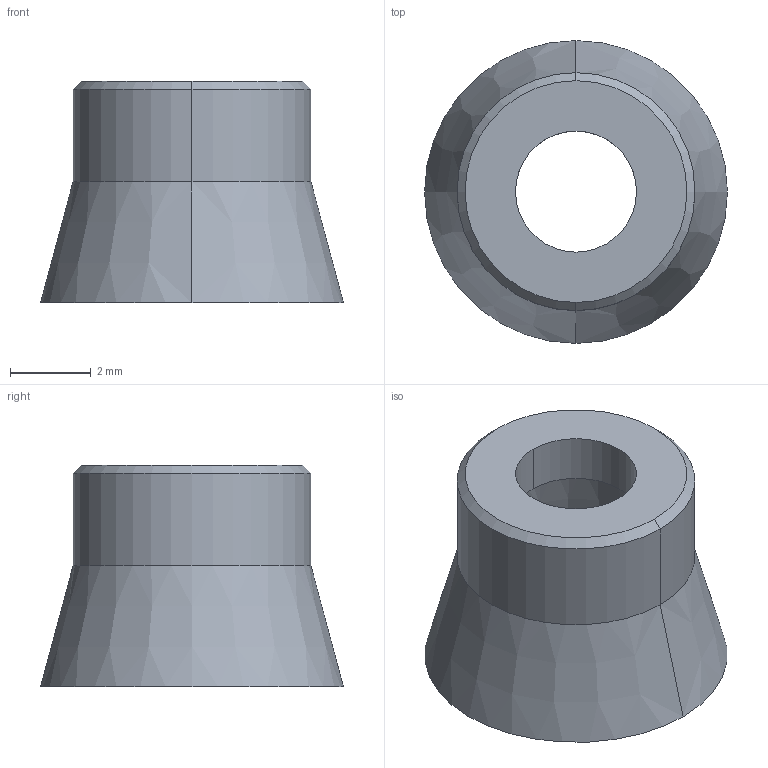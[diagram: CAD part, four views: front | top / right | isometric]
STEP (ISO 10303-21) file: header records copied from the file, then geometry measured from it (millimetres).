
FILE_DESCRIPTION(( 'MO.22.04-06.STEP' ), '1');
FILE_NAME( 'MO.22.04-06.STEP', '2018-10-03T11:03:01',( 'Sopra'),('sopra-pneumatic.com'), 'SwSTEP 2.0','SolidWorks 2009','' );
FILE_SCHEMA (( 'CONFIG_CONTROL_DESIGN' ));
Length unit declared in the file: millimetre
Products named in the file (2): MO.22.04-06; 97511 B
Assembly tree (1 placements, depth 2):
  MO.22.04-06
    97511 B
Bounding box: 7.51 x 7.51 x 5.5 mm (x, y, z)
Volume: 92.4 mm3; surface area: 232.3 mm2
Topology: 1 solids, 1 shells, 13 faces, 26 edges, 16 vertices
Faces by surface type: cone 6, cylinder 4, plane 3
Entity records: 544 total; most frequent: DIRECTION 76, CARTESIAN_POINT 59, ORIENTED_EDGE 52, AXIS2_PLACEMENT_3D 33, EDGE_CURVE 26, PERSON_AND_ORGANIZATION 17, VERTEX_POINT 16, EDGE_LOOP 16
